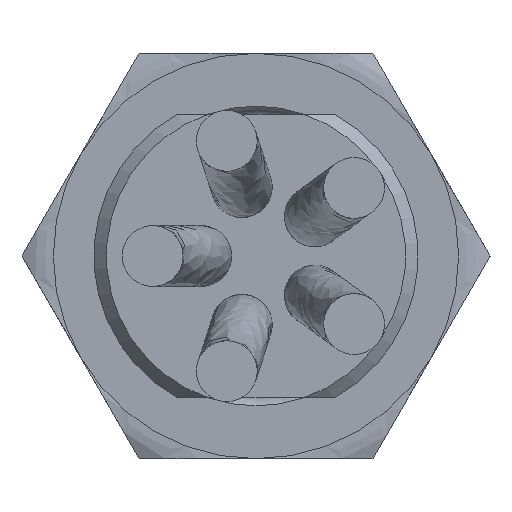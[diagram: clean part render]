
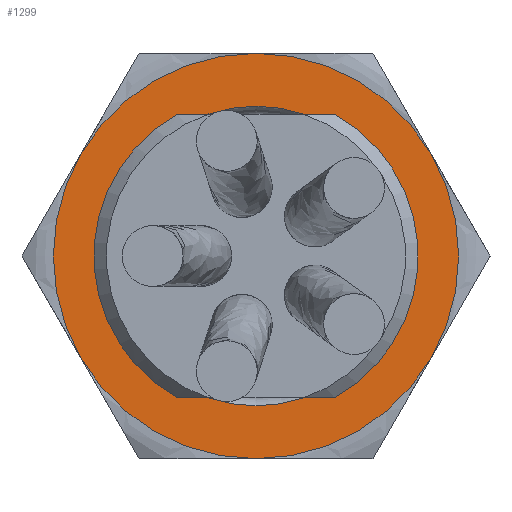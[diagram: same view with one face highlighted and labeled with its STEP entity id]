
A CAD part, front view. The second image highlights one B-rep face of the part: STEP entity #1299.
In plain terms, the highlighted planar face has unit normal (0, -1, 0).
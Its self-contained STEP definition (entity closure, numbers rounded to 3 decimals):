
#124=LINE('',#2432,#192);
#129=LINE('',#2453,#197);
#131=LINE('',#2466,#199);
#136=LINE('',#2487,#204);
#192=VECTOR('',#1958,1.);
#197=VECTOR('',#1963,1.);
#199=VECTOR('',#1967,1.);
#204=VECTOR('',#1972,1.);
#273=PLANE('',#1782);
#467=EDGE_LOOP('',(#789,#790,#791,#792,#793,#794));
#468=EDGE_LOOP('',(#795,#796,#797,#798,#799,#800,#801,#802));
#789=ORIENTED_EDGE('',*,*,#1042,.F.);
#790=ORIENTED_EDGE('',*,*,#1043,.F.);
#791=ORIENTED_EDGE('',*,*,#1044,.F.);
#792=ORIENTED_EDGE('',*,*,#1045,.F.);
#793=ORIENTED_EDGE('',*,*,#1046,.F.);
#794=ORIENTED_EDGE('',*,*,#1047,.F.);
#795=ORIENTED_EDGE('',*,*,#1038,.T.);
#796=ORIENTED_EDGE('',*,*,#943,.T.);
#797=ORIENTED_EDGE('',*,*,#927,.T.);
#798=ORIENTED_EDGE('',*,*,#961,.T.);
#799=ORIENTED_EDGE('',*,*,#1040,.T.);
#800=ORIENTED_EDGE('',*,*,#954,.T.);
#801=ORIENTED_EDGE('',*,*,#935,.T.);
#802=ORIENTED_EDGE('',*,*,#950,.T.);
#927=EDGE_CURVE('',#1495,#1496,#1108,.T.);
#935=EDGE_CURVE('',#1503,#1504,#1112,.T.);
#943=EDGE_CURVE('',#1511,#1495,#124,.T.);
#950=EDGE_CURVE('',#1504,#1515,#129,.T.);
#954=EDGE_CURVE('',#1518,#1503,#131,.T.);
#961=EDGE_CURVE('',#1496,#1522,#136,.T.);
#1038=EDGE_CURVE('',#1515,#1511,#1165,.T.);
#1040=EDGE_CURVE('',#1522,#1518,#1167,.T.);
#1042=EDGE_CURVE('',#1582,#1583,#1169,.T.);
#1043=EDGE_CURVE('',#1584,#1582,#1170,.T.);
#1044=EDGE_CURVE('',#1585,#1584,#1171,.T.);
#1045=EDGE_CURVE('',#1586,#1585,#1172,.T.);
#1046=EDGE_CURVE('',#1587,#1586,#1173,.T.);
#1047=EDGE_CURVE('',#1583,#1587,#1174,.T.);
#1108=CIRCLE('',#1660,4.);
#1112=CIRCLE('',#1666,4.);
#1165=CIRCLE('',#1770,3.695);
#1167=CIRCLE('',#1773,3.695);
#1169=CIRCLE('',#1776,5.);
#1170=CIRCLE('',#1777,5.);
#1171=CIRCLE('',#1778,5.);
#1172=CIRCLE('',#1779,5.);
#1173=CIRCLE('',#1780,5.);
#1174=CIRCLE('',#1781,5.);
#1299=ADVANCED_FACE('',(#1433,#1434),#273,.F.);
#1433=FACE_BOUND('',#467,.T.);
#1434=FACE_BOUND('',#468,.T.);
#1495=VERTEX_POINT('',#2397);
#1496=VERTEX_POINT('',#2398);
#1503=VERTEX_POINT('',#2415);
#1504=VERTEX_POINT('',#2416);
#1511=VERTEX_POINT('',#2433);
#1515=VERTEX_POINT('',#2452);
#1518=VERTEX_POINT('',#2467);
#1522=VERTEX_POINT('',#2486);
#1582=VERTEX_POINT('',#2852);
#1583=VERTEX_POINT('',#2853);
#1584=VERTEX_POINT('',#2855);
#1585=VERTEX_POINT('',#2857);
#1586=VERTEX_POINT('',#2859);
#1587=VERTEX_POINT('',#2861);
#1660=AXIS2_PLACEMENT_3D('',#2396,#1926,#1927);
#1666=AXIS2_PLACEMENT_3D('',#2414,#1942,#1943);
#1770=AXIS2_PLACEMENT_3D('',#2845,#2192,#2193);
#1773=AXIS2_PLACEMENT_3D('',#2848,#2198,#2199);
#1776=AXIS2_PLACEMENT_3D('',#2851,#2204,#2205);
#1777=AXIS2_PLACEMENT_3D('',#2854,#2206,#2207);
#1778=AXIS2_PLACEMENT_3D('',#2856,#2208,#2209);
#1779=AXIS2_PLACEMENT_3D('',#2858,#2210,#2211);
#1780=AXIS2_PLACEMENT_3D('',#2860,#2212,#2213);
#1781=AXIS2_PLACEMENT_3D('',#2862,#2214,#2215);
#1782=AXIS2_PLACEMENT_3D('',#2863,#2216,#2217);
#1926=DIRECTION('',(0.,1.,0.));
#1927=DIRECTION('',(0.,0.,1.));
#1942=DIRECTION('',(0.,1.,0.));
#1943=DIRECTION('',(0.,0.,1.));
#1958=DIRECTION('',(-1.,0.,0.));
#1963=DIRECTION('',(-1.,0.,0.));
#1967=DIRECTION('',(1.,0.,0.));
#1972=DIRECTION('',(1.,0.,0.));
#2192=DIRECTION('',(0.,1.,0.));
#2193=DIRECTION('',(0.,0.,1.));
#2198=DIRECTION('',(0.,1.,0.));
#2199=DIRECTION('',(0.,0.,1.));
#2204=DIRECTION('',(0.,1.,0.));
#2205=DIRECTION('',(0.,0.,1.));
#2206=DIRECTION('',(0.,1.,0.));
#2207=DIRECTION('',(0.,0.,1.));
#2208=DIRECTION('',(0.,1.,0.));
#2209=DIRECTION('',(0.,0.,1.));
#2210=DIRECTION('',(0.,1.,0.));
#2211=DIRECTION('',(0.,0.,1.));
#2212=DIRECTION('',(0.,1.,0.));
#2213=DIRECTION('',(0.,0.,1.));
#2214=DIRECTION('',(0.,1.,0.));
#2215=DIRECTION('',(0.,0.,1.));
#2216=DIRECTION('',(0.,1.,0.));
#2217=DIRECTION('',(0.,0.,-1.));
#2396=CARTESIAN_POINT('',(67.548,98.645,39.089));
#2397=CARTESIAN_POINT('',(65.611,98.645,35.589));
#2398=CARTESIAN_POINT('',(65.611,98.645,42.589));
#2414=CARTESIAN_POINT('',(67.548,98.645,39.089));
#2415=CARTESIAN_POINT('',(69.484,98.645,42.589));
#2416=CARTESIAN_POINT('',(69.484,98.645,35.589));
#2432=CARTESIAN_POINT('',(67.548,98.645,35.589));
#2433=CARTESIAN_POINT('',(66.363,98.645,35.589));
#2452=CARTESIAN_POINT('',(68.732,98.645,35.589));
#2453=CARTESIAN_POINT('',(67.548,98.645,35.589));
#2466=CARTESIAN_POINT('',(67.548,98.645,42.589));
#2467=CARTESIAN_POINT('',(68.732,98.645,42.589));
#2486=CARTESIAN_POINT('',(66.363,98.645,42.589));
#2487=CARTESIAN_POINT('',(67.548,98.645,42.589));
#2845=CARTESIAN_POINT('',(67.548,98.645,39.089));
#2848=CARTESIAN_POINT('',(67.548,98.645,39.089));
#2851=CARTESIAN_POINT('',(67.548,98.645,39.089));
#2852=CARTESIAN_POINT('',(67.548,98.645,44.089));
#2853=CARTESIAN_POINT('',(71.878,98.645,41.589));
#2854=CARTESIAN_POINT('',(67.548,98.645,39.089));
#2855=CARTESIAN_POINT('',(63.218,98.645,41.589));
#2856=CARTESIAN_POINT('',(67.548,98.645,39.089));
#2857=CARTESIAN_POINT('',(63.218,98.645,36.589));
#2858=CARTESIAN_POINT('',(67.548,98.645,39.089));
#2859=CARTESIAN_POINT('',(67.548,98.645,34.089));
#2860=CARTESIAN_POINT('',(67.548,98.645,39.089));
#2861=CARTESIAN_POINT('',(71.878,98.645,36.589));
#2862=CARTESIAN_POINT('',(67.548,98.645,39.089));
#2863=CARTESIAN_POINT('',(71.243,98.645,39.089));
